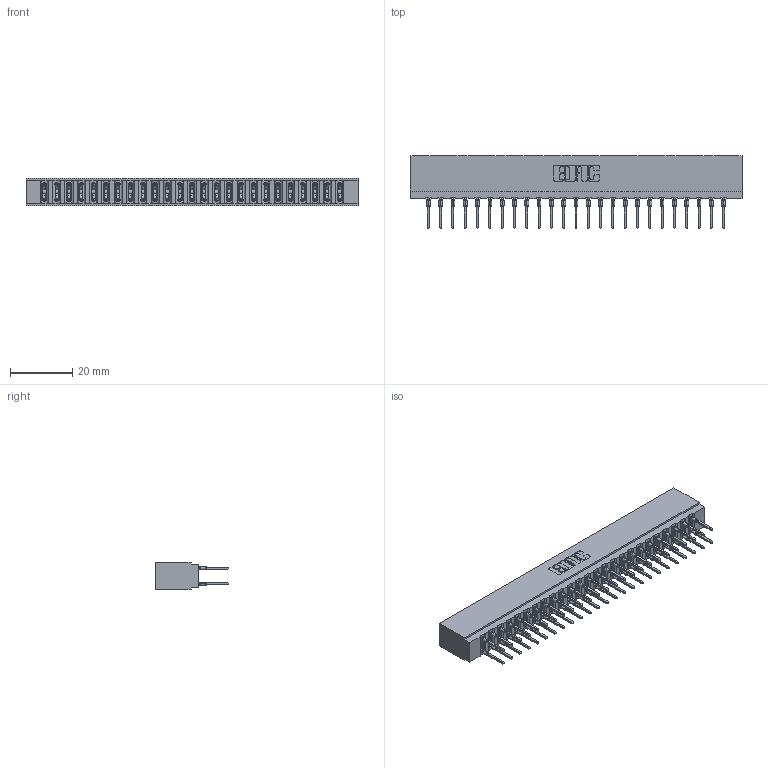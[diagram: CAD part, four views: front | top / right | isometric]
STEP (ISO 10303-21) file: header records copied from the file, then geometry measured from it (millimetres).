
FILE_DESCRIPTION (( 'STEP AP203' ), '1' );
FILE_NAME ('717-050-522-201.STEP', '2026-02-20T18:13:13', ( '' ), ( '' ), 'SwSTEP 2.0', 'SolidWorks 2023', '' );
FILE_SCHEMA (( 'CONFIG_CONTROL_DESIGN' ));
Length unit declared in the file: millimetre
Products named in the file (3): 745-292-001_522; 717 Part_Insulator Option - 06; 717-050-522-201
Assembly tree (51 placements, depth 2):
  717-050-522-201
    717 Part_Insulator Option - 06
    745-292-001_522  x50
Bounding box: 106.93 x 23.48 x 8.89 mm (x, y, z)
Volume: 9388.9 mm3; surface area: 14332.1 mm2
Topology: 51 solids, 51 shells, 4594 faces, 12351 edges, 7766 vertices
Faces by surface type: plane 2379, bspline 1000, cylinder 915, torus 300
Entity records: 45165 total; most frequent: CARTESIAN_POINT 8347, ORIENTED_EDGE 7748, DIRECTION 6780, EDGE_CURVE 3874, VECTOR 3542, LINE 3542, VERTEX_POINT 2474, AXIS2_PLACEMENT_3D 1619
